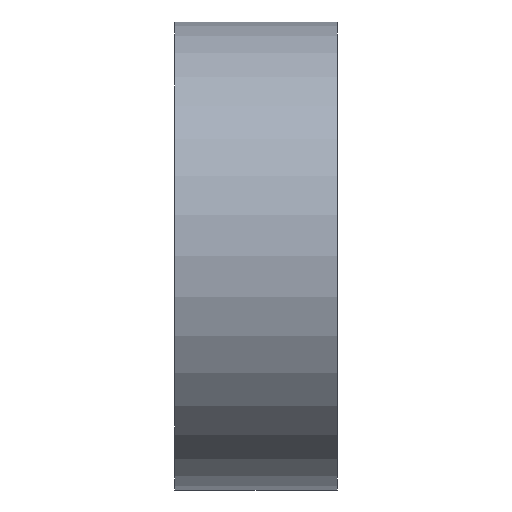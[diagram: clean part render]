
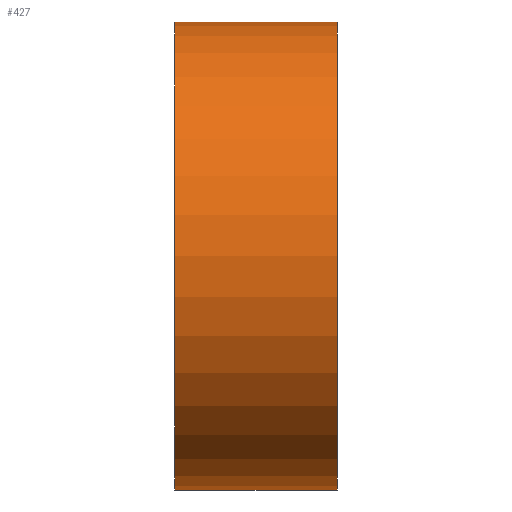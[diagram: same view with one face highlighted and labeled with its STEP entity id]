
A CAD part, left-side view. The second image highlights one B-rep face of the part: STEP entity #427.
In plain terms, the highlighted cylindrical face has radius 15.875 mm (diameter 31.75 mm), a partial arc.
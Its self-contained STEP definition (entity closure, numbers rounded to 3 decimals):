
#47 = CARTESIAN_POINT ( 'NONE',  ( 0., 0., 15.875 ) ) ;
#49 = EDGE_CURVE ( 'NONE', #304, #210, #92, .T. ) ;
#51 = CARTESIAN_POINT ( 'NONE',  ( 0., 0., 0. ) ) ;
#55 = CARTESIAN_POINT ( 'NONE',  ( 0., 60.021, -15.875 ) ) ;
#82 = DIRECTION ( 'NONE',  ( 0., 0., 1. ) ) ;
#86 = AXIS2_PLACEMENT_3D ( 'NONE', #51, #133, #82 ) ;
#92 = LINE ( 'NONE', #55, #313 ) ;
#113 = DIRECTION ( 'NONE',  ( 0., 1., 0. ) ) ;
#114 = CARTESIAN_POINT ( 'NONE',  ( 0., 60.021, 15.875 ) ) ;
#115 = CARTESIAN_POINT ( 'NONE',  ( 0., 11., 0. ) ) ;
#127 = CIRCLE ( 'NONE', #86, 15.875 ) ;
#133 = DIRECTION ( 'NONE',  ( 0., 1., 0. ) ) ;
#138 = CIRCLE ( 'NONE', #159, 15.875 ) ;
#140 = DIRECTION ( 'NONE',  ( 0., 1., 0. ) ) ;
#143 = CARTESIAN_POINT ( 'NONE',  ( 0., 11., 15.875 ) ) ;
#144 = CARTESIAN_POINT ( 'NONE',  ( 0., 60.021, 0. ) ) ;
#145 = AXIS2_PLACEMENT_3D ( 'NONE', #144, #140, #402 ) ;
#159 = AXIS2_PLACEMENT_3D ( 'NONE', #115, #203, #247 ) ;
#173 = EDGE_CURVE ( 'NONE', #210, #338, #138, .T. ) ;
#176 = CYLINDRICAL_SURFACE ( 'NONE', #145, 15.875 ) ;
#191 = ORIENTED_EDGE ( 'NONE', *, *, #400, .T. ) ;
#194 = VECTOR ( 'NONE', #113, 1000. ) ;
#203 = DIRECTION ( 'NONE',  ( 0., 1., 0. ) ) ;
#210 = VERTEX_POINT ( 'NONE', #308 ) ;
#227 = FACE_OUTER_BOUND ( 'NONE', #361, .T. ) ;
#229 = EDGE_CURVE ( 'NONE', #261, #338, #420, .T. ) ;
#233 = CARTESIAN_POINT ( 'NONE',  ( 0., 0., -15.875 ) ) ;
#247 = DIRECTION ( 'NONE',  ( 0., 0., 1. ) ) ;
#261 = VERTEX_POINT ( 'NONE', #47 ) ;
#304 = VERTEX_POINT ( 'NONE', #233 ) ;
#308 = CARTESIAN_POINT ( 'NONE',  ( 0., 11., -15.875 ) ) ;
#313 = VECTOR ( 'NONE', #411, 1000. ) ;
#338 = VERTEX_POINT ( 'NONE', #143 ) ;
#345 = ORIENTED_EDGE ( 'NONE', *, *, #229, .T. ) ;
#361 = EDGE_LOOP ( 'NONE', ( #410, #191, #345, #389 ) ) ;
#389 = ORIENTED_EDGE ( 'NONE', *, *, #173, .F. ) ;
#400 = EDGE_CURVE ( 'NONE', #304, #261, #127, .T. ) ;
#402 = DIRECTION ( 'NONE',  ( 0., 0., 1. ) ) ;
#410 = ORIENTED_EDGE ( 'NONE', *, *, #49, .F. ) ;
#411 = DIRECTION ( 'NONE',  ( 0., 1., 0. ) ) ;
#420 = LINE ( 'NONE', #114, #194 ) ;
#427 = ADVANCED_FACE ( 'NONE', ( #227 ), #176, .T. ) ;
